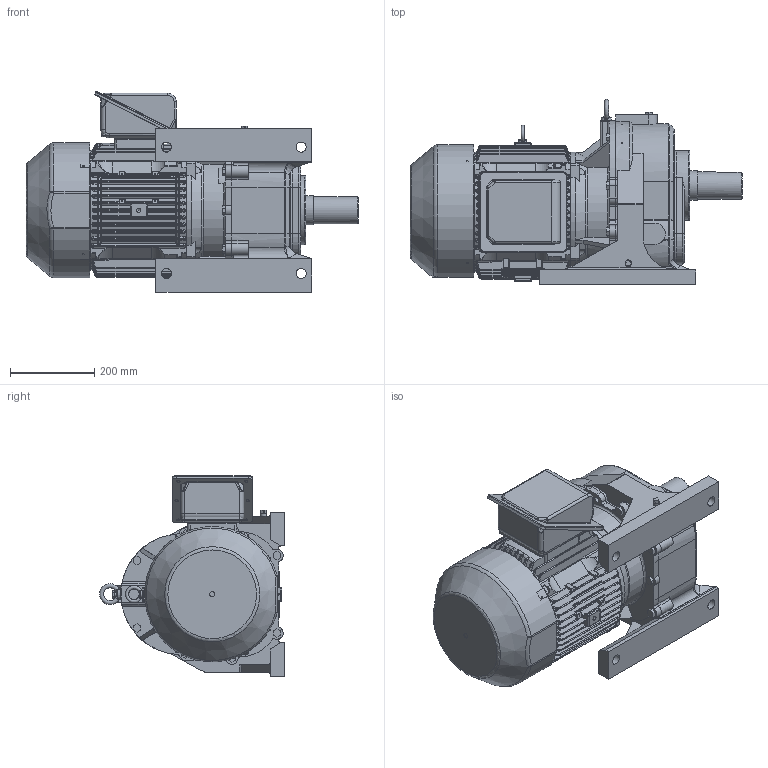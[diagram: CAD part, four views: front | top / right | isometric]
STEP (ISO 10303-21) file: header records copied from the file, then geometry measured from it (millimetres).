
FILE_DESCRIPTION (( 'STEP AP214' ), '1' );
FILE_NAME ('F1-23_H_EK2DO08332H001_defeature.stp', '2022-06-02T01:06:52', ( 'Windows 餌辨濠' ), ( '' ), 'SwSTEP 2.0', 'SolidWorks 2021', '' );
FILE_SCHEMA (( 'AUTOMOTIVE_DESIGN' ));
Length unit declared in the file: millimetre
Products named in the file (1): F1-23_H_EK2DO08332H001_defeature
Bounding box: 788.7 x 439.47 x 476.71 mm (x, y, z)
Volume: 51079840 mm3; surface area: 3120303.6 mm2
Topology: 12 solids, 27 shells, 4153 faces, 10274 edges, 6176 vertices
Faces by surface type: cylinder 1448, bspline 1059, plane 1021, torus 268, cone 259, sphere 98
Full cylindrical faces by diameter (mm): 2.6 x4, 2.7 x2, 4 x2, 5 x4, 6.8 x2, 8 x6, 8.344 x1, 8.5 x12, 10 x1, 10.072 x1, 10.2 x13, 12 x19, 13 x4, 14 x9, 14.3 x2, 24 x4, 32 x1, 44 x1, 45 x2, 52 x1, 65 x1, 70 x1, 72 x2, 75 x1, 86 x1, 90 x1, 95 x1, 100 x1, 115 x1, 125 x1
Entity records: 161687 total; most frequent: CARTESIAN_POINT 72443, ORIENTED_EDGE 19826, DIRECTION 16367, EDGE_CURVE 9913, AXIS2_PLACEMENT_3D 6403, VERTEX_POINT 6069, EDGE_LOOP 4460, FACE_OUTER_BOUND 4278
